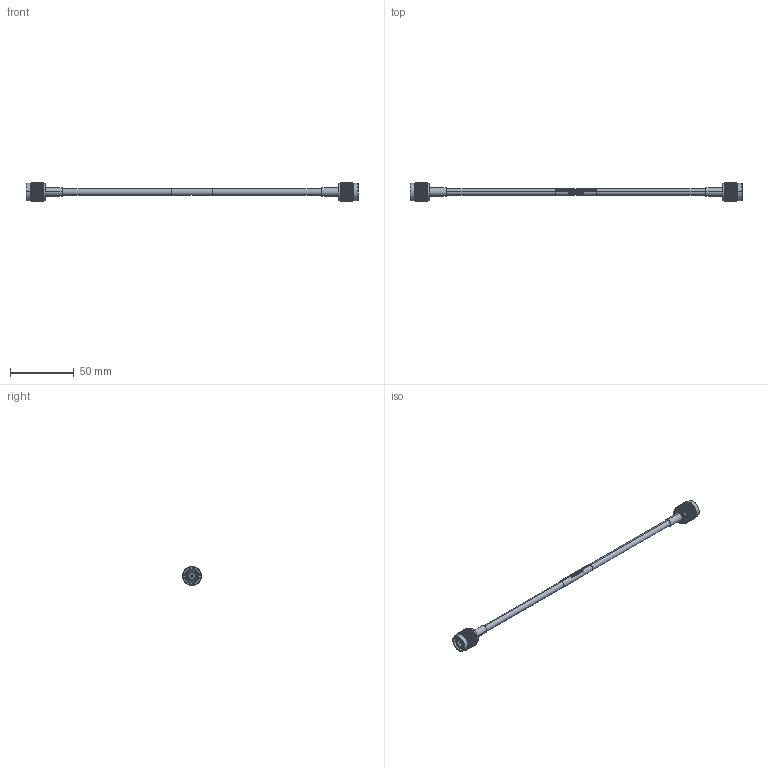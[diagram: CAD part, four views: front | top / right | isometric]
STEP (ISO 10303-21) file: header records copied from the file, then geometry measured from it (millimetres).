
FILE_DESCRIPTION (( 'STEP AP214' ), '1' );
FILE_NAME ('FMCA100264_3D.step', '2024-10-30T17:47:52', ( '' ), ( '' ), 'SwSTEP 2.0', 'SolidWorks 2022', '' );
FILE_SCHEMA (( 'AUTOMOTIVE_DESIGN' ));
Length unit declared in the file: inch
Products named in the file (3): LMR-195-UF^FMCA100264_FM; FMCA100264_3D; FMCN5266^FMCA100264
Assembly tree (3 placements, depth 2):
  FMCA100264_3D
    LMR-195-UF^FMCA100264_FM
    FMCN5266^FMCA100264  x2
Bounding box: 259.51 x 14.5 x 14.5 mm (x, y, z)
Volume: 8566.5 mm3; surface area: 8965.3 mm2
Topology: 5 solids, 5 shells, 5760 faces, 12498 edges, 6808 vertices
Faces by surface type: bspline 4278, cylinder 1170, plane 264, cone 48
Entity records: 124271 total; most frequent: CARTESIAN_POINT 79888, ORIENTED_EDGE 13878, EDGE_CURVE 6939, VERTEX_POINT 3864, EDGE_LOOP 3187, B_SPLINE_CURVE_WITH_KNOTS 3164, FACE_OUTER_BOUND 3133, ADVANCED_FACE 3133
